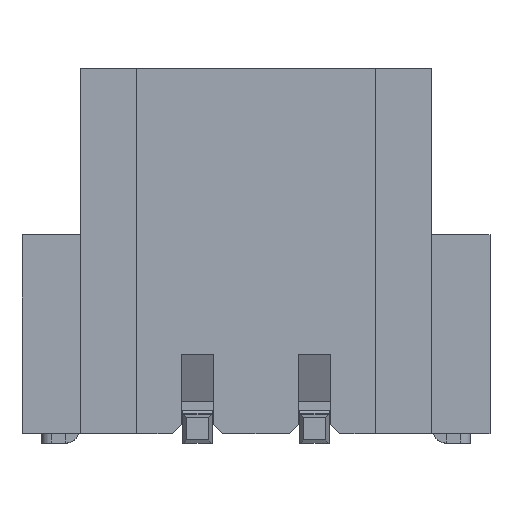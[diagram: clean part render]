
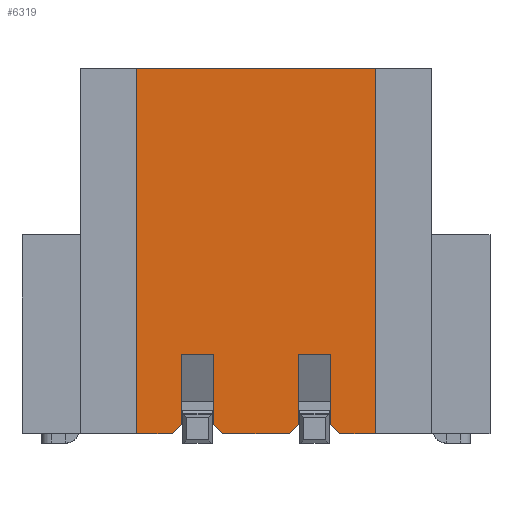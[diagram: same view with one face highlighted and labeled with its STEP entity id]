
A CAD part, top view. The second image highlights one B-rep face of the part: STEP entity #6319.
In plain terms, the highlighted planar face has unit normal (0, 0, 1).
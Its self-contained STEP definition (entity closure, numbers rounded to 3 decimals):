
#1150=DIRECTION('',(-0.707,-0.707,0.));
#1151=VECTOR('',#1150,0.283);
#1152=CARTESIAN_POINT('',(-6.59,-7.6,5.7));
#1153=LINE('',#1152,#1151);
#1154=DIRECTION('',(-1.,0.,0.));
#1155=VECTOR('',#1154,0.76);
#1156=CARTESIAN_POINT('',(-6.79,-7.8,5.7));
#1157=LINE('',#1156,#1155);
#1158=DIRECTION('',(-1.,0.,0.));
#1159=VECTOR('',#1158,0.76);
#1160=CARTESIAN_POINT('',(-2.45,-7.8,5.7));
#1161=LINE('',#1160,#1159);
#1162=DIRECTION('',(-0.707,0.707,0.));
#1163=VECTOR('',#1162,0.283);
#1164=CARTESIAN_POINT('',(-3.21,-7.8,5.7));
#1165=LINE('',#1164,#1163);
#1166=DIRECTION('',(-0.707,-0.707,0.));
#1167=VECTOR('',#1166,0.283);
#1168=CARTESIAN_POINT('',(-4.09,-7.6,5.7));
#1169=LINE('',#1168,#1167);
#1170=DIRECTION('',(-1.,0.,0.));
#1171=VECTOR('',#1170,1.42);
#1172=CARTESIAN_POINT('',(-4.29,-7.8,5.7));
#1173=LINE('',#1172,#1171);
#1174=DIRECTION('',(-0.707,0.707,0.));
#1175=VECTOR('',#1174,0.283);
#1176=CARTESIAN_POINT('',(-5.71,-7.8,5.7));
#1177=LINE('',#1176,#1175);
#1178=DIRECTION('',(0.,-1.,0.));
#1179=VECTOR('',#1178,7.8);
#1180=CARTESIAN_POINT('',(-7.55,0.,5.7));
#1181=LINE('',#1180,#1179);
#1202=DIRECTION('',(-1.,0.,0.));
#1203=VECTOR('',#1202,5.1);
#1204=CARTESIAN_POINT('',(-2.45,0.,5.7));
#1205=LINE('',#1204,#1203);
#1838=DIRECTION('',(0.,1.,0.));
#1839=VECTOR('',#1838,7.8);
#1840=CARTESIAN_POINT('',(-2.45,-7.8,5.7));
#1841=LINE('',#1840,#1839);
#1874=DIRECTION('',(0.,-1.,0.));
#1875=VECTOR('',#1874,1.5);
#1876=CARTESIAN_POINT('',(-3.41,-6.1,5.7));
#1877=LINE('',#1876,#1875);
#1882=DIRECTION('',(1.,0.,0.));
#1883=VECTOR('',#1882,0.68);
#1884=CARTESIAN_POINT('',(-6.59,-6.1,5.7));
#1885=LINE('',#1884,#1883);
#1890=DIRECTION('',(1.,0.,0.));
#1891=VECTOR('',#1890,0.68);
#1892=CARTESIAN_POINT('',(-4.09,-6.1,5.7));
#1893=LINE('',#1892,#1891);
#1914=DIRECTION('',(0.,1.,0.));
#1915=VECTOR('',#1914,1.5);
#1916=CARTESIAN_POINT('',(-6.59,-7.6,5.7));
#1917=LINE('',#1916,#1915);
#1938=DIRECTION('',(0.,-1.,0.));
#1939=VECTOR('',#1938,1.5);
#1940=CARTESIAN_POINT('',(-5.91,-6.1,5.7));
#1941=LINE('',#1940,#1939);
#1966=DIRECTION('',(0.,1.,0.));
#1967=VECTOR('',#1966,1.5);
#1968=CARTESIAN_POINT('',(-4.09,-7.6,5.7));
#1969=LINE('',#1968,#1967);
#3609=CARTESIAN_POINT('',(-5.71,-7.8,5.7));
#3611=VERTEX_POINT('',#3609);
#3613=CARTESIAN_POINT('',(-4.29,-7.8,5.7));
#3614=VERTEX_POINT('',#3613);
#3625=CARTESIAN_POINT('',(-7.55,-7.8,5.7));
#3626=VERTEX_POINT('',#3625);
#3627=CARTESIAN_POINT('',(-6.79,-7.8,5.7));
#3628=VERTEX_POINT('',#3627);
#3641=CARTESIAN_POINT('',(-3.21,-7.8,5.7));
#3642=VERTEX_POINT('',#3641);
#3643=CARTESIAN_POINT('',(-2.45,-7.8,5.7));
#3644=VERTEX_POINT('',#3643);
#3677=CARTESIAN_POINT('',(-6.59,-7.6,5.7));
#3678=VERTEX_POINT('',#3677);
#3679=CARTESIAN_POINT('',(-7.55,0.,5.7));
#3680=VERTEX_POINT('',#3679);
#3681=CARTESIAN_POINT('',(-2.45,0.,5.7));
#3682=VERTEX_POINT('',#3681);
#3683=CARTESIAN_POINT('',(-3.41,-7.6,5.7));
#3684=VERTEX_POINT('',#3683);
#3685=CARTESIAN_POINT('',(-3.41,-6.1,5.7));
#3686=VERTEX_POINT('',#3685);
#3687=CARTESIAN_POINT('',(-4.09,-6.1,5.7));
#3688=VERTEX_POINT('',#3687);
#3689=CARTESIAN_POINT('',(-4.09,-7.6,5.7));
#3690=VERTEX_POINT('',#3689);
#3691=CARTESIAN_POINT('',(-5.91,-7.6,5.7));
#3692=VERTEX_POINT('',#3691);
#3693=CARTESIAN_POINT('',(-5.91,-6.1,5.7));
#3694=VERTEX_POINT('',#3693);
#3695=CARTESIAN_POINT('',(-6.59,-6.1,5.7));
#3696=VERTEX_POINT('',#3695);
#6282=CARTESIAN_POINT('',(-5.,-3.9,5.7));
#6283=DIRECTION('',(0.,0.,1.));
#6284=DIRECTION('',(1.,0.,0.));
#6285=AXIS2_PLACEMENT_3D('',#6282,#6283,#6284);
#6286=PLANE('',#6285);
#6287=ORIENTED_EDGE('',*,*,#6273,.T.);
#6288=ORIENTED_EDGE('',*,*,#4760,.T.);
#6290=ORIENTED_EDGE('',*,*,#6289,.F.);
#6292=ORIENTED_EDGE('',*,*,#6291,.F.);
#6294=ORIENTED_EDGE('',*,*,#6293,.F.);
#6296=ORIENTED_EDGE('',*,*,#6295,.T.);
#6298=ORIENTED_EDGE('',*,*,#6297,.T.);
#6300=ORIENTED_EDGE('',*,*,#6299,.F.);
#6302=ORIENTED_EDGE('',*,*,#6301,.F.);
#6304=ORIENTED_EDGE('',*,*,#6303,.F.);
#6306=ORIENTED_EDGE('',*,*,#6305,.T.);
#6308=ORIENTED_EDGE('',*,*,#6307,.T.);
#6310=ORIENTED_EDGE('',*,*,#6309,.T.);
#6312=ORIENTED_EDGE('',*,*,#6311,.F.);
#6314=ORIENTED_EDGE('',*,*,#6313,.F.);
#6316=ORIENTED_EDGE('',*,*,#6315,.F.);
#6317=EDGE_LOOP('',(#6287,#6288,#6290,#6292,#6294,#6296,#6298,#6300,#6302,#6304,
#6306,#6308,#6310,#6312,#6314,#6316));
#6318=FACE_OUTER_BOUND('',#6317,.F.);
#4760=EDGE_CURVE('',#3628,#3626,#1157,.T.);
#6273=EDGE_CURVE('',#3678,#3628,#1153,.T.);
#6289=EDGE_CURVE('',#3680,#3626,#1181,.T.);
#6291=EDGE_CURVE('',#3682,#3680,#1205,.T.);
#6293=EDGE_CURVE('',#3644,#3682,#1841,.T.);
#6295=EDGE_CURVE('',#3644,#3642,#1161,.T.);
#6297=EDGE_CURVE('',#3642,#3684,#1165,.T.);
#6299=EDGE_CURVE('',#3686,#3684,#1877,.T.);
#6301=EDGE_CURVE('',#3688,#3686,#1893,.T.);
#6303=EDGE_CURVE('',#3690,#3688,#1969,.T.);
#6305=EDGE_CURVE('',#3690,#3614,#1169,.T.);
#6307=EDGE_CURVE('',#3614,#3611,#1173,.T.);
#6309=EDGE_CURVE('',#3611,#3692,#1177,.T.);
#6311=EDGE_CURVE('',#3694,#3692,#1941,.T.);
#6313=EDGE_CURVE('',#3696,#3694,#1885,.T.);
#6315=EDGE_CURVE('',#3678,#3696,#1917,.T.);
#6319=ADVANCED_FACE('',(#6318),#6286,.T.);
